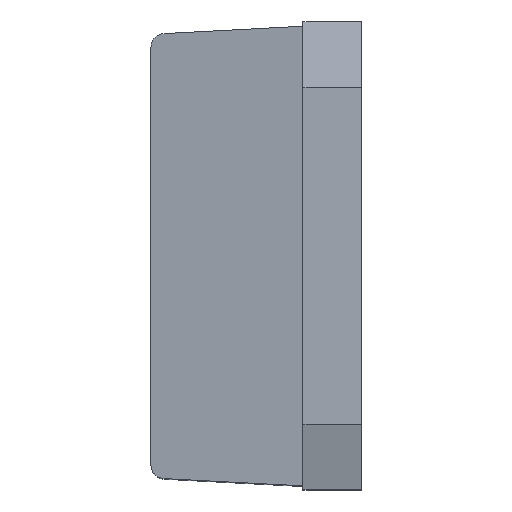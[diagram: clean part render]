
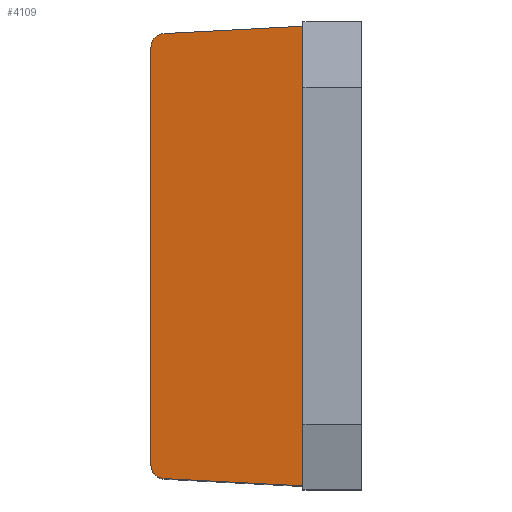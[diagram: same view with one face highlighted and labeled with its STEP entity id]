
A CAD part, top view. The second image highlights one B-rep face of the part: STEP entity #4109.
In plain terms, the highlighted planar face has unit normal (-0.122, 0, 0.993).
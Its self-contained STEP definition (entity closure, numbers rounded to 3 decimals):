
#70=ELLIPSE('',#4421,0.302,0.3);
#73=ELLIPSE('',#4428,0.302,0.3);
#335=FACE_OUTER_BOUND('',#561,.T.);
#561=EDGE_LOOP('',(#3518,#3519,#3520,#3521,#3522,#3523,#3524,#3525,#3526,
#3527,#3528,#3529));
#948=LINE('',#6564,#1391);
#949=LINE('',#6565,#1392);
#950=LINE('',#6566,#1393);
#959=LINE('',#6584,#1402);
#960=LINE('',#6586,#1403);
#961=LINE('',#6589,#1404);
#967=LINE('',#6605,#1410);
#973=LINE('',#6629,#1416);
#976=LINE('',#6634,#1419);
#977=LINE('',#6635,#1420);
#1391=VECTOR('',#5333,1000.);
#1392=VECTOR('',#5334,1000.);
#1393=VECTOR('',#5335,1000.);
#1402=VECTOR('',#5352,1000.);
#1403=VECTOR('',#5355,1000.);
#1404=VECTOR('',#5358,1000.);
#1410=VECTOR('',#5372,1000.);
#1416=VECTOR('',#5400,1000.);
#1419=VECTOR('',#5407,1000.);
#1420=VECTOR('',#5408,1000.);
#1866=VERTEX_POINT('',#6430);
#1867=VERTEX_POINT('',#6446);
#1870=VERTEX_POINT('',#6469);
#1871=VERTEX_POINT('',#6485);
#1874=VERTEX_POINT('',#6494);
#1895=VERTEX_POINT('',#6556);
#1901=VERTEX_POINT('',#6582);
#1902=VERTEX_POINT('',#6588);
#1903=VERTEX_POINT('',#6592);
#1904=VERTEX_POINT('',#6593);
#1908=VERTEX_POINT('',#6603);
#1913=VERTEX_POINT('',#6617);
#2433=EDGE_CURVE('',#1870,#1895,#948,.T.);
#2434=EDGE_CURVE('',#1874,#1866,#949,.T.);
#2435=EDGE_CURVE('',#1867,#1871,#950,.T.);
#2444=EDGE_CURVE('',#1901,#1874,#959,.T.);
#2445=EDGE_CURVE('',#1866,#1867,#960,.T.);
#2446=EDGE_CURVE('',#1895,#1902,#961,.T.);
#2448=EDGE_CURVE('',#1903,#1904,#70,.T.);
#2454=EDGE_CURVE('',#1903,#1908,#967,.T.);
#2460=EDGE_CURVE('',#1913,#1908,#73,.T.);
#2466=EDGE_CURVE('',#1871,#1870,#973,.T.);
#2469=EDGE_CURVE('',#1902,#1913,#976,.T.);
#2470=EDGE_CURVE('',#1904,#1901,#977,.T.);
#3518=ORIENTED_EDGE('',*,*,#2448,.F.);
#3519=ORIENTED_EDGE('',*,*,#2454,.T.);
#3520=ORIENTED_EDGE('',*,*,#2460,.F.);
#3521=ORIENTED_EDGE('',*,*,#2469,.F.);
#3522=ORIENTED_EDGE('',*,*,#2446,.F.);
#3523=ORIENTED_EDGE('',*,*,#2433,.F.);
#3524=ORIENTED_EDGE('',*,*,#2466,.F.);
#3525=ORIENTED_EDGE('',*,*,#2435,.F.);
#3526=ORIENTED_EDGE('',*,*,#2445,.F.);
#3527=ORIENTED_EDGE('',*,*,#2434,.F.);
#3528=ORIENTED_EDGE('',*,*,#2444,.F.);
#3529=ORIENTED_EDGE('',*,*,#2470,.F.);
#3902=PLANE('',#4436);
#4109=ADVANCED_FACE('',(#335),#3902,.T.);
#4421=AXIS2_PLACEMENT_3D('',#6594,#5362,#5363);
#4428=AXIS2_PLACEMENT_3D('',#6618,#5384,#5385);
#4436=AXIS2_PLACEMENT_3D('',#6633,#5405,#5406);
#5333=DIRECTION('',(0.,-1.,0.));
#5334=DIRECTION('',(0.,-1.,0.));
#5335=DIRECTION('',(0.,-1.,0.));
#5352=DIRECTION('',(0.,-1.,0.));
#5355=DIRECTION('',(0.,-1.,0.));
#5358=DIRECTION('',(0.,-1.,0.));
#5362=DIRECTION('center_axis',(0.122,0.,
-0.993));
#5363=DIRECTION('ref_axis',(-0.993,0.,-0.122));
#5372=DIRECTION('',(0.,-1.,0.));
#5384=DIRECTION('center_axis',(0.122,0.,
-0.993));
#5385=DIRECTION('ref_axis',(-0.993,0.,-0.122));
#5400=DIRECTION('',(0.,-1.,0.));
#5405=DIRECTION('center_axis',(-0.122,0.,
0.993));
#5406=DIRECTION('ref_axis',(-0.993,0.,-0.122));
#5407=DIRECTION('',(-0.991,0.052,-0.122));
#5408=DIRECTION('',(0.991,0.052,0.122));
#6430=CARTESIAN_POINT('',(1.59,3.197,18.4));
#6446=CARTESIAN_POINT('',(1.59,1.043,18.4));
#6469=CARTESIAN_POINT('',(1.59,-3.197,18.4));
#6485=CARTESIAN_POINT('',(1.59,-1.043,18.4));
#6494=CARTESIAN_POINT('',(1.59,4.83,18.4));
#6556=CARTESIAN_POINT('',(1.59,-4.83,18.4));
#6564=CARTESIAN_POINT('',(1.59,5.055,18.4));
#6565=CARTESIAN_POINT('',(1.59,5.055,18.4));
#6566=CARTESIAN_POINT('',(1.59,5.055,18.4));
#6582=CARTESIAN_POINT('',(1.59,4.989,18.4));
#6584=CARTESIAN_POINT('',(1.59,5.055,18.4));
#6586=CARTESIAN_POINT('',(1.59,5.055,18.4));
#6588=CARTESIAN_POINT('',(1.59,-4.989,18.4));
#6589=CARTESIAN_POINT('',(1.59,5.055,18.4));
#6592=CARTESIAN_POINT('',(-1.71,4.532,17.995));
#6593=CARTESIAN_POINT('',(-1.426,4.831,18.03));
#6594=CARTESIAN_POINT('Origin',(-1.41,4.532,18.032));
#6603=CARTESIAN_POINT('',(-1.71,-4.532,17.995));
#6605=CARTESIAN_POINT('',(-1.71,5.055,17.995));
#6617=CARTESIAN_POINT('',(-1.426,-4.831,18.03));
#6618=CARTESIAN_POINT('Origin',(-1.41,-4.532,18.032));
#6629=CARTESIAN_POINT('',(1.59,5.055,18.4));
#6633=CARTESIAN_POINT('Origin',(2.297,5.055,18.487));
#6634=CARTESIAN_POINT('',(1.778,-4.999,18.423));
#6635=CARTESIAN_POINT('',(2.298,5.027,18.487));
